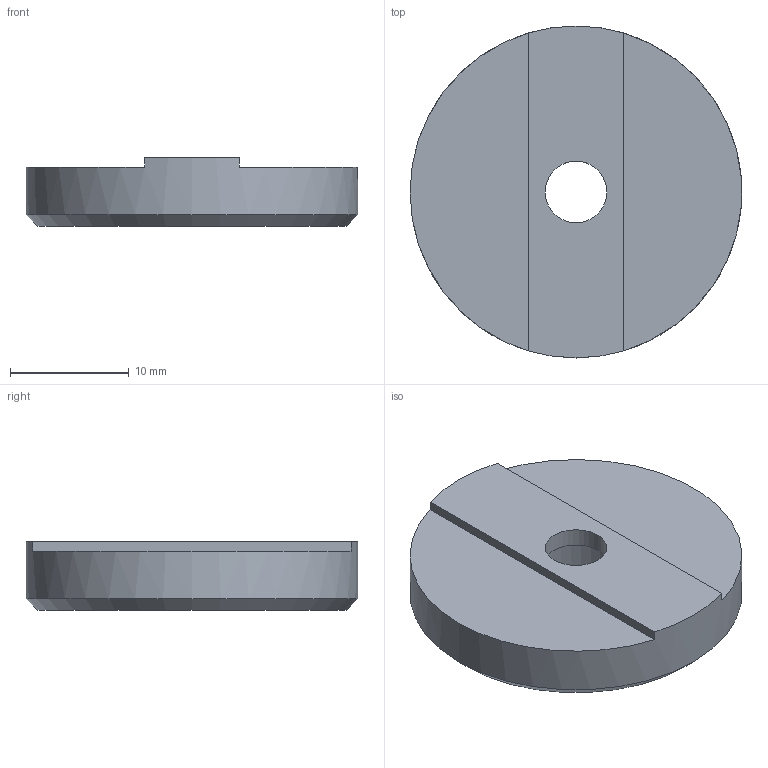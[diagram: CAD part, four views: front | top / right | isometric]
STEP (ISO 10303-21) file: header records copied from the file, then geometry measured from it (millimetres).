
FILE_DESCRIPTION(/* description */ (''),/* implementation_level */ '2;1');
FILE_NAME(/* name */ 'Rubber Bumper Foot_v2.step',/* time_stamp */ '2020-09-23T17:57:59-07:00',/* author */ (''),/* organization */ (''),/* preprocessor_version */ 'ST-DEVELOPER v18.1',/* originating_system */ 'Autodesk Translation Framework v9.3.0.1241',/* authorisation */ '');
FILE_SCHEMA (('AUTOMOTIVE_DESIGN { 1 0 10303 214 3 1 1 }'));
Length unit declared in the file: millimetre
Products named in the file (1): Rubber Bumper Foot
Bounding box: 28 x 28 x 5.8 mm (x, y, z)
Volume: 2912.7 mm3; surface area: 1754.6 mm2
Topology: 1 solids, 1 shells, 11 faces, 25 edges, 16 vertices
Faces by surface type: plane 6, cylinder 3, cone 2
Full cylindrical faces by diameter (mm): 5.2 x1, 9.5 x1, 28 x1
Entity records: 352 total; most frequent: DIRECTION 61, CARTESIAN_POINT 53, ORIENTED_EDGE 50, EDGE_CURVE 25, AXIS2_PLACEMENT_3D 24, VERTEX_POINT 16, EDGE_LOOP 13, LINE 13
